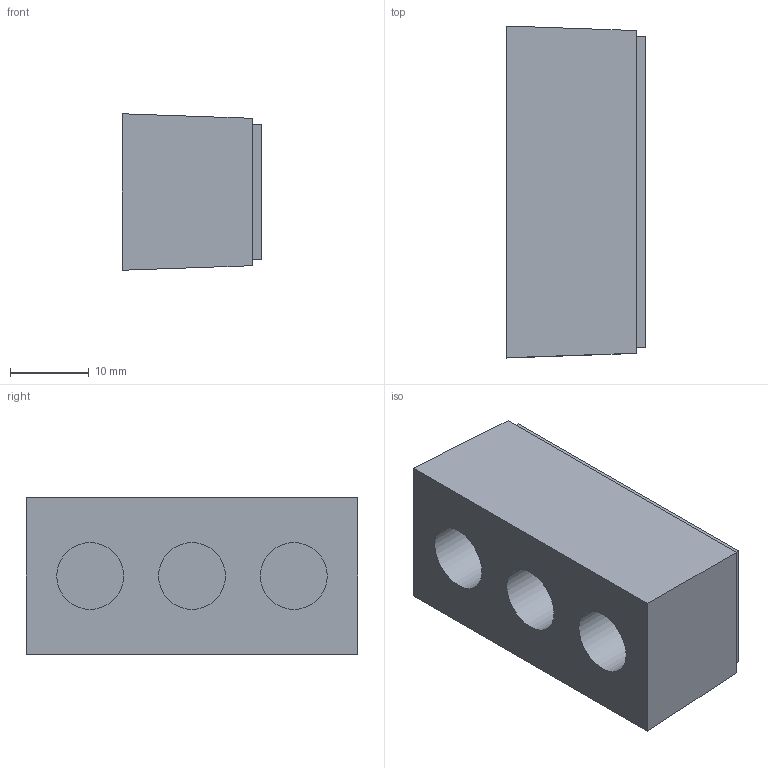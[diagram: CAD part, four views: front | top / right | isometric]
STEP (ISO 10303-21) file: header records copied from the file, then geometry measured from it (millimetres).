
FILE_DESCRIPTION(/* description */ (''),/* implementation_level */ '2;1');
FILE_NAME(/* name */ '28802_6_KDS-DES-3x8_5.stp',/* time_stamp */ '2020-04-16T12:53:39+02:00',/* author */ (''),/* organization */ (''),/* preprocessor_version */ 'ST-DEVELOPER v16.7',/* originating_system */ 'SIEMENS PLM Software NX 12.0',/* authorisation */ '');
FILE_SCHEMA (('AUTOMOTIVE_DESIGN { 1 0 10303 214 3 1 1 1 }'));
Length unit declared in the file: millimetre
Products named in the file (1): 28802_6_KDS-DES-3x8_5
Bounding box: 17.7 x 42.2 x 19.9 mm (x, y, z)
Volume: 11368.2 mm3; surface area: 5173.3 mm2
Topology: 1 solids, 4 shells, 35 faces, 78 edges, 52 vertices
Faces by surface type: plane 17, sphere 9, cylinder 6, torus 3
Full cylindrical faces by diameter (mm): 8.5 x6
Entity records: 808 total; most frequent: DIRECTION 144, CARTESIAN_POINT 124, ORIENTED_EDGE 96, EDGE_LOOP 60, AXIS2_PLACEMENT_3D 60, EDGE_CURVE 48, FACE_BOUND 46, VERTEX_POINT 40
